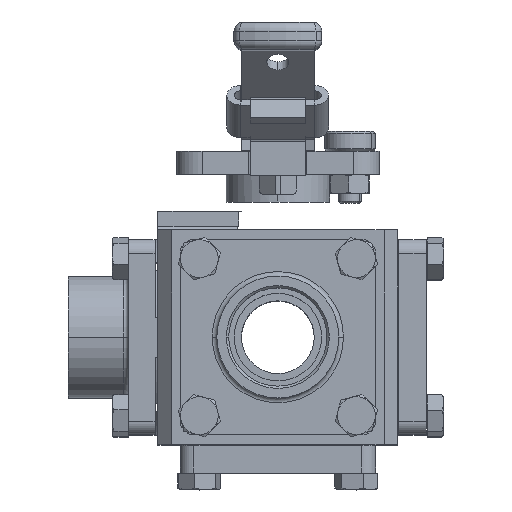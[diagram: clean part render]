
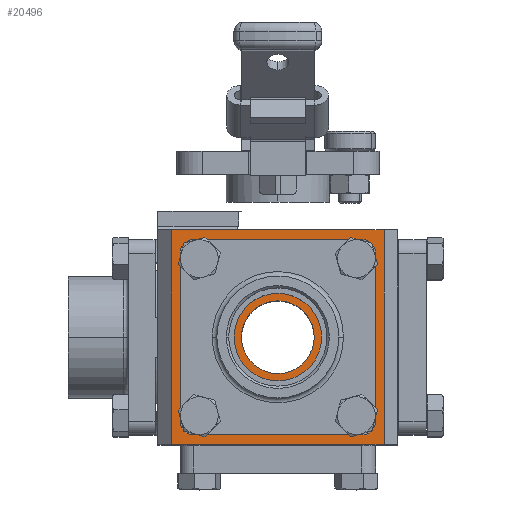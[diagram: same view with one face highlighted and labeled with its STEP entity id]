
A CAD part, top view. The second image highlights one B-rep face of the part: STEP entity #20496.
In plain terms, the highlighted planar face has unit normal (0, 0, 1).
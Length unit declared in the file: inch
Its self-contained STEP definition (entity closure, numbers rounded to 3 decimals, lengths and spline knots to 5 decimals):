
#112 = CARTESIAN_POINT ( 'NONE',  ( 1.43652, 1.454, 1.62402 ) ) ;
#285 = VERTEX_POINT ( 'NONE', #26947 ) ;
#318 = EDGE_LOOP ( 'NONE', ( #3402, #2229 ) ) ;
#418 = VERTEX_POINT ( 'NONE', #19237 ) ;
#561 = LINE ( 'NONE', #112, #14578 ) ;
#819 = DIRECTION ( 'NONE',  ( -1., 0., 0. ) ) ;
#948 = ORIENTED_EDGE ( 'NONE', *, *, #12888, .F. ) ;
#1114 = EDGE_CURVE ( 'NONE', #22337, #16255, #21764, .T. ) ;
#1692 = ORIENTED_EDGE ( 'NONE', *, *, #1965, .T. ) ;
#1870 = AXIS2_PLACEMENT_3D ( 'NONE', #5973, #5528, #7656 ) ;
#1965 = EDGE_CURVE ( 'NONE', #27662, #285, #23573, .T. ) ;
#2210 = DIRECTION ( 'NONE',  ( 0., 0., 1. ) ) ;
#2229 = ORIENTED_EDGE ( 'NONE', *, *, #26208, .F. ) ;
#2249 = CARTESIAN_POINT ( 'NONE',  ( 1.2003, 1.0625, 1.62402 ) ) ;
#2681 = CARTESIAN_POINT ( 'NONE',  ( 0.9247, 1.0625, 1.62402 ) ) ;
#2904 = VECTOR ( 'NONE', #7746, 39.37008 ) ;
#3402 = ORIENTED_EDGE ( 'NONE', *, *, #20590, .F. ) ;
#3513 = EDGE_LOOP ( 'NONE', ( #3611, #14930 ) ) ;
#3611 = ORIENTED_EDGE ( 'NONE', *, *, #21401, .F. ) ;
#3687 = CIRCLE ( 'NONE', #9503, 0.1378 ) ;
#3814 = DIRECTION ( 'NONE',  ( 1., 0., 0. ) ) ;
#3840 = EDGE_LOOP ( 'NONE', ( #27701, #1692, #4069, #11359 ) ) ;
#3971 = AXIS2_PLACEMENT_3D ( 'NONE', #12911, #17573, #3814 ) ;
#4042 = CIRCLE ( 'NONE', #28070, 0.1378 ) ;
#4069 = ORIENTED_EDGE ( 'NONE', *, *, #15789, .F. ) ;
#4216 = CIRCLE ( 'NONE', #5177, 0.49213 ) ;
#4452 = CARTESIAN_POINT ( 'NONE',  ( 0., 0., 1.62402 ) ) ;
#4475 = CARTESIAN_POINT ( 'NONE',  ( -1.0625, -1.0625, 1.62402 ) ) ;
#4530 = VECTOR ( 'NONE', #13670, 39.37008 ) ;
#4576 = EDGE_CURVE ( 'NONE', #418, #16623, #561, .T. ) ;
#4987 = CARTESIAN_POINT ( 'NONE',  ( 1.0625, 1.0625, 1.62402 ) ) ;
#5177 = AXIS2_PLACEMENT_3D ( 'NONE', #22192, #12840, #24844 ) ;
#5297 = CARTESIAN_POINT ( 'NONE',  ( 1.62402, 1.454, 1.62402 ) ) ;
#5409 = VERTEX_POINT ( 'NONE', #2681 ) ;
#5528 = DIRECTION ( 'NONE',  ( 0., 0., 1. ) ) ;
#5571 = DIRECTION ( 'NONE',  ( 1., 0., 0. ) ) ;
#5870 = ORIENTED_EDGE ( 'NONE', *, *, #7888, .F. ) ;
#5973 = CARTESIAN_POINT ( 'NONE',  ( -1.0625, -1.0625, 1.62402 ) ) ;
#6087 = EDGE_CURVE ( 'NONE', #6590, #9026, #10281, .T. ) ;
#6209 = DIRECTION ( 'NONE',  ( 1., 0., 0. ) ) ;
#6590 = VERTEX_POINT ( 'NONE', #11124 ) ;
#7536 = CIRCLE ( 'NONE', #18647, 0.1378 ) ;
#7656 = DIRECTION ( 'NONE',  ( 1., 0., 0. ) ) ;
#7744 = DIRECTION ( 'NONE',  ( 1., 0., 0. ) ) ;
#7746 = DIRECTION ( 'NONE',  ( 0., -1., 0. ) ) ;
#7888 = EDGE_CURVE ( 'NONE', #22818, #16358, #24457, .T. ) ;
#8034 = CARTESIAN_POINT ( 'NONE',  ( 1.43652, 1.454, 1.62402 ) ) ;
#8359 = AXIS2_PLACEMENT_3D ( 'NONE', #13578, #24824, #11013 ) ;
#8546 = CARTESIAN_POINT ( 'NONE',  ( 0.9247, -1.0625, 1.62402 ) ) ;
#9018 = FACE_BOUND ( 'NONE', #14046, .T. ) ;
#9026 = VERTEX_POINT ( 'NONE', #22484 ) ;
#9173 = FACE_BOUND ( 'NONE', #3513, .T. ) ;
#9500 = VECTOR ( 'NONE', #819, 39.37008 ) ;
#9503 = AXIS2_PLACEMENT_3D ( 'NONE', #21668, #17435, #19411 ) ;
#9835 = ORIENTED_EDGE ( 'NONE', *, *, #1114, .F. ) ;
#10281 = CIRCLE ( 'NONE', #8359, 0.1378 ) ;
#10806 = CARTESIAN_POINT ( 'NONE',  ( 1.2003, -1.0625, 1.62402 ) ) ;
#10979 = FACE_BOUND ( 'NONE', #25234, .T. ) ;
#11005 = VERTEX_POINT ( 'NONE', #10806 ) ;
#11013 = DIRECTION ( 'NONE',  ( 1., 0., 0. ) ) ;
#11124 = CARTESIAN_POINT ( 'NONE',  ( -1.2003, 1.0625, 1.62402 ) ) ;
#11359 = ORIENTED_EDGE ( 'NONE', *, *, #4576, .T. ) ;
#12840 = DIRECTION ( 'NONE',  ( 0., 0., 1. ) ) ;
#12888 = EDGE_CURVE ( 'NONE', #16255, #22337, #4216, .T. ) ;
#12911 = CARTESIAN_POINT ( 'NONE',  ( -1.0625, 1.0625, 1.62402 ) ) ;
#13307 = CARTESIAN_POINT ( 'NONE',  ( -0.49213, 0., 1.62402 ) ) ;
#13546 = DIRECTION ( 'NONE',  ( 1., 0., 0. ) ) ;
#13578 = CARTESIAN_POINT ( 'NONE',  ( -1.0625, 1.0625, 1.62402 ) ) ;
#13670 = DIRECTION ( 'NONE',  ( -1., 0., 0. ) ) ;
#13696 = PLANE ( 'NONE',  #17992 ) ;
#13874 = CARTESIAN_POINT ( 'NONE',  ( 1.0625, 1.0625, 1.62402 ) ) ;
#14046 = EDGE_LOOP ( 'NONE', ( #18490, #17516 ) ) ;
#14154 = CARTESIAN_POINT ( 'NONE',  ( -0.9247, -1.0625, 1.62402 ) ) ;
#14578 = VECTOR ( 'NONE', #25812, 39.37008 ) ;
#14921 = CIRCLE ( 'NONE', #1870, 0.1378 ) ;
#14930 = ORIENTED_EDGE ( 'NONE', *, *, #28314, .F. ) ;
#15136 = CIRCLE ( 'NONE', #3971, 0.1378 ) ;
#15197 = EDGE_CURVE ( 'NONE', #9026, #6590, #15136, .T. ) ;
#15399 = AXIS2_PLACEMENT_3D ( 'NONE', #4475, #2210, #7744 ) ;
#15789 = EDGE_CURVE ( 'NONE', #418, #285, #24464, .T. ) ;
#16255 = VERTEX_POINT ( 'NONE', #13307 ) ;
#16358 = VERTEX_POINT ( 'NONE', #14154 ) ;
#16496 = CARTESIAN_POINT ( 'NONE',  ( -1.43652, 1.454, 1.62402 ) ) ;
#16623 = VERTEX_POINT ( 'NONE', #8034 ) ;
#17272 = EDGE_CURVE ( 'NONE', #16358, #22818, #14921, .T. ) ;
#17435 = DIRECTION ( 'NONE',  ( 0., 0., 1. ) ) ;
#17516 = ORIENTED_EDGE ( 'NONE', *, *, #6087, .F. ) ;
#17573 = DIRECTION ( 'NONE',  ( 0., 0., 1. ) ) ;
#17992 = AXIS2_PLACEMENT_3D ( 'NONE', #29230, #26987, #22280 ) ;
#18163 = CARTESIAN_POINT ( 'NONE',  ( 1.0625, -1.0625, 1.62402 ) ) ;
#18490 = ORIENTED_EDGE ( 'NONE', *, *, #15197, .F. ) ;
#18647 = AXIS2_PLACEMENT_3D ( 'NONE', #18163, #22378, #6209 ) ;
#18665 = CARTESIAN_POINT ( 'NONE',  ( 0.49213, 0., 1.62402 ) ) ;
#19237 = CARTESIAN_POINT ( 'NONE',  ( 1.43652, -1.454, 1.62402 ) ) ;
#19411 = DIRECTION ( 'NONE',  ( 1., 0., 0. ) ) ;
#20330 = AXIS2_PLACEMENT_3D ( 'NONE', #4452, #22574, #13546 ) ;
#20490 = FACE_OUTER_BOUND ( 'NONE', #3840, .T. ) ;
#20496 = ADVANCED_FACE ( 'NONE', ( #9173, #9018, #10979, #26848, #20637, #20490 ), #13696, .F. ) ;
#20590 = EDGE_CURVE ( 'NONE', #11005, #25142, #3687, .T. ) ;
#20637 = FACE_BOUND ( 'NONE', #22148, .T. ) ;
#21401 = EDGE_CURVE ( 'NONE', #21497, #5409, #26786, .T. ) ;
#21497 = VERTEX_POINT ( 'NONE', #2249 ) ;
#21668 = CARTESIAN_POINT ( 'NONE',  ( 1.0625, -1.0625, 1.62402 ) ) ;
#21764 = CIRCLE ( 'NONE', #20330, 0.49213 ) ;
#22148 = EDGE_LOOP ( 'NONE', ( #9835, #948 ) ) ;
#22192 = CARTESIAN_POINT ( 'NONE',  ( 0., 0., 1.62402 ) ) ;
#22280 = DIRECTION ( 'NONE',  ( -1., 0., 0. ) ) ;
#22337 = VERTEX_POINT ( 'NONE', #18665 ) ;
#22378 = DIRECTION ( 'NONE',  ( 0., 0., 1. ) ) ;
#22484 = CARTESIAN_POINT ( 'NONE',  ( -0.9247, 1.0625, 1.62402 ) ) ;
#22551 = CARTESIAN_POINT ( 'NONE',  ( 1.62402, -1.454, 1.62402 ) ) ;
#22574 = DIRECTION ( 'NONE',  ( 0., 0., 1. ) ) ;
#22818 = VERTEX_POINT ( 'NONE', #24208 ) ;
#23029 = AXIS2_PLACEMENT_3D ( 'NONE', #4987, #23533, #5571 ) ;
#23054 = DIRECTION ( 'NONE',  ( 1., 0., 0. ) ) ;
#23533 = DIRECTION ( 'NONE',  ( 0., 0., 1. ) ) ;
#23573 = LINE ( 'NONE', #28162, #2904 ) ;
#23614 = DIRECTION ( 'NONE',  ( 0., 0., 1. ) ) ;
#24208 = CARTESIAN_POINT ( 'NONE',  ( -1.2003, -1.0625, 1.62402 ) ) ;
#24457 = CIRCLE ( 'NONE', #15399, 0.1378 ) ;
#24464 = LINE ( 'NONE', #22551, #4530 ) ;
#24688 = ORIENTED_EDGE ( 'NONE', *, *, #17272, .F. ) ;
#24824 = DIRECTION ( 'NONE',  ( 0., 0., 1. ) ) ;
#24844 = DIRECTION ( 'NONE',  ( 1., 0., 0. ) ) ;
#25142 = VERTEX_POINT ( 'NONE', #8546 ) ;
#25234 = EDGE_LOOP ( 'NONE', ( #24688, #5870 ) ) ;
#25812 = DIRECTION ( 'NONE',  ( 0., 1., 0. ) ) ;
#26208 = EDGE_CURVE ( 'NONE', #25142, #11005, #7536, .T. ) ;
#26786 = CIRCLE ( 'NONE', #23029, 0.1378 ) ;
#26848 = FACE_BOUND ( 'NONE', #318, .T. ) ;
#26947 = CARTESIAN_POINT ( 'NONE',  ( -1.43652, -1.454, 1.62402 ) ) ;
#26987 = DIRECTION ( 'NONE',  ( 0., 0., -1. ) ) ;
#27662 = VERTEX_POINT ( 'NONE', #16496 ) ;
#27701 = ORIENTED_EDGE ( 'NONE', *, *, #29595, .T. ) ;
#28070 = AXIS2_PLACEMENT_3D ( 'NONE', #13874, #23614, #23054 ) ;
#28162 = CARTESIAN_POINT ( 'NONE',  ( -1.43652, 1.454, 1.62402 ) ) ;
#28314 = EDGE_CURVE ( 'NONE', #5409, #21497, #4042, .T. ) ;
#28710 = LINE ( 'NONE', #5297, #9500 ) ;
#29230 = CARTESIAN_POINT ( 'NONE',  ( 1.62402, 1.454, 1.62402 ) ) ;
#29595 = EDGE_CURVE ( 'NONE', #16623, #27662, #28710, .T. ) ;
